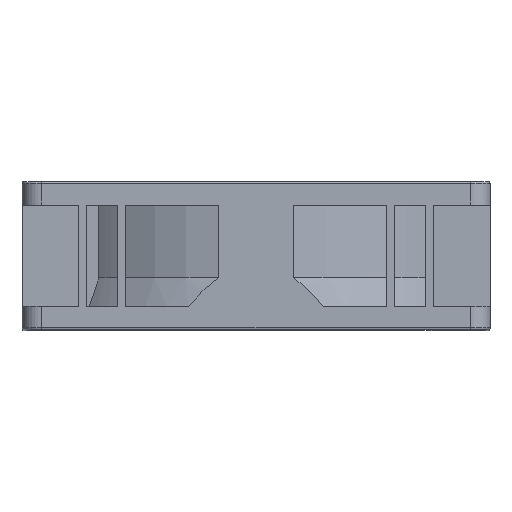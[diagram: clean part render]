
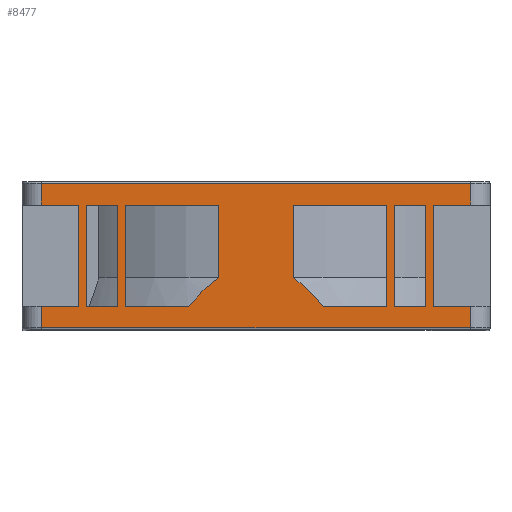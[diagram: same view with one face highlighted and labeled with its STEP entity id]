
A CAD part, top view. The second image highlights one B-rep face of the part: STEP entity #8477.
In plain terms, the highlighted planar face has unit normal (0, 0, 1).
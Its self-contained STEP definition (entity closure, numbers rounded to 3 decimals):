
#2663=DIRECTION('',(1.,0.,0.));
#2664=VECTOR('',#2663,16.164);
#2665=CARTESIAN_POINT('',(17.336,6.,60.));
#2666=LINE('',#2665,#2664);
#2667=DIRECTION('',(0.,-1.,0.));
#2668=VECTOR('',#2667,26.);
#2669=CARTESIAN_POINT('',(33.5,32.,60.));
#2670=LINE('',#2669,#2668);
#2671=DIRECTION('',(1.,0.,0.));
#2672=VECTOR('',#2671,23.92);
#2673=CARTESIAN_POINT('',(9.58,32.,60.));
#2674=LINE('',#2673,#2672);
#2675=DIRECTION('',(0.,1.,0.));
#2676=VECTOR('',#2675,18.658);
#2677=CARTESIAN_POINT('',(9.58,13.342,60.));
#2678=LINE('',#2677,#2676);
#2679=CARTESIAN_POINT('',(9.58,13.342,60.));
#2680=CARTESIAN_POINT('',(10.427,12.763,60.));
#2681=CARTESIAN_POINT('',(12.133,11.448,60.));
#2682=CARTESIAN_POINT('',(14.723,8.996,60.));
#2683=CARTESIAN_POINT('',(16.462,7.051,60.));
#2684=CARTESIAN_POINT('',(17.336,6.,60.));
#2686=DIRECTION('',(1.,0.,0.));
#2687=VECTOR('',#2686,8.);
#2688=CARTESIAN_POINT('',(35.5,32.,60.));
#2689=LINE('',#2688,#2687);
#2690=DIRECTION('',(0.,1.,0.));
#2691=VECTOR('',#2690,26.);
#2692=CARTESIAN_POINT('',(35.5,6.,60.));
#2693=LINE('',#2692,#2691);
#2694=DIRECTION('',(1.,0.,0.));
#2695=VECTOR('',#2694,8.);
#2696=CARTESIAN_POINT('',(35.5,6.,60.));
#2697=LINE('',#2696,#2695);
#2698=DIRECTION('',(0.,-1.,0.));
#2699=VECTOR('',#2698,26.);
#2700=CARTESIAN_POINT('',(43.5,32.,60.));
#2701=LINE('',#2700,#2699);
#2702=DIRECTION('',(1.,0.,0.));
#2703=VECTOR('',#2702,23.92);
#2704=CARTESIAN_POINT('',(-33.5,32.,60.));
#2705=LINE('',#2704,#2703);
#2706=DIRECTION('',(0.,1.,0.));
#2707=VECTOR('',#2706,26.);
#2708=CARTESIAN_POINT('',(-33.5,6.,60.));
#2709=LINE('',#2708,#2707);
#2710=DIRECTION('',(1.,0.,0.));
#2711=VECTOR('',#2710,16.164);
#2712=CARTESIAN_POINT('',(-33.5,6.,60.));
#2713=LINE('',#2712,#2711);
#2714=CARTESIAN_POINT('',(-17.336,6.,60.));
#2715=CARTESIAN_POINT('',(-16.462,7.051,60.));
#2716=CARTESIAN_POINT('',(-14.723,8.996,60.));
#2717=CARTESIAN_POINT('',(-12.133,11.448,60.));
#2718=CARTESIAN_POINT('',(-10.427,12.763,60.));
#2719=CARTESIAN_POINT('',(-9.58,13.342,60.));
#2721=DIRECTION('',(0.,1.,0.));
#2722=VECTOR('',#2721,18.658);
#2723=CARTESIAN_POINT('',(-9.58,13.342,60.));
#2724=LINE('',#2723,#2722);
#2725=DIRECTION('',(1.,0.,0.));
#2726=VECTOR('',#2725,8.);
#2727=CARTESIAN_POINT('',(-43.5,6.,60.));
#2728=LINE('',#2727,#2726);
#2729=DIRECTION('',(0.,-1.,0.));
#2730=VECTOR('',#2729,26.);
#2731=CARTESIAN_POINT('',(-35.5,32.,60.));
#2732=LINE('',#2731,#2730);
#2733=DIRECTION('',(1.,0.,0.));
#2734=VECTOR('',#2733,8.);
#2735=CARTESIAN_POINT('',(-43.5,32.,60.));
#2736=LINE('',#2735,#2734);
#2737=DIRECTION('',(0.,1.,0.));
#2738=VECTOR('',#2737,26.);
#2739=CARTESIAN_POINT('',(-43.5,6.,60.));
#2740=LINE('',#2739,#2738);
#2741=DIRECTION('',(1.,0.,0.));
#2742=VECTOR('',#2741,9.5);
#2743=CARTESIAN_POINT('',(45.5,32.,60.));
#2744=LINE('',#2743,#2742);
#2745=DIRECTION('',(0.,1.,0.));
#2746=VECTOR('',#2745,26.);
#2747=CARTESIAN_POINT('',(45.5,6.,60.));
#2748=LINE('',#2747,#2746);
#2749=DIRECTION('',(1.,0.,0.));
#2750=VECTOR('',#2749,9.5);
#2751=CARTESIAN_POINT('',(45.5,6.,60.));
#2752=LINE('',#2751,#2750);
#2753=DIRECTION('',(0.,-1.,0.));
#2754=VECTOR('',#2753,5.5);
#2755=CARTESIAN_POINT('',(55.,6.,60.));
#2756=LINE('',#2755,#2754);
#2757=DIRECTION('',(1.,0.,0.));
#2758=VECTOR('',#2757,110.);
#2759=CARTESIAN_POINT('',(-55.,0.5,60.));
#2760=LINE('',#2759,#2758);
#2761=DIRECTION('',(0.,-1.,0.));
#2762=VECTOR('',#2761,5.5);
#2763=CARTESIAN_POINT('',(-55.,6.,60.));
#2764=LINE('',#2763,#2762);
#2765=DIRECTION('',(1.,0.,0.));
#2766=VECTOR('',#2765,9.5);
#2767=CARTESIAN_POINT('',(-55.,6.,60.));
#2768=LINE('',#2767,#2766);
#2769=DIRECTION('',(0.,-1.,0.));
#2770=VECTOR('',#2769,26.);
#2771=CARTESIAN_POINT('',(-45.5,32.,60.));
#2772=LINE('',#2771,#2770);
#2773=DIRECTION('',(1.,0.,0.));
#2774=VECTOR('',#2773,9.5);
#2775=CARTESIAN_POINT('',(-55.,32.,60.));
#2776=LINE('',#2775,#2774);
#2777=DIRECTION('',(0.,-1.,0.));
#2778=VECTOR('',#2777,5.5);
#2779=CARTESIAN_POINT('',(-55.,37.5,60.));
#2780=LINE('',#2779,#2778);
#2781=DIRECTION('',(-1.,0.,0.));
#2782=VECTOR('',#2781,110.);
#2783=CARTESIAN_POINT('',(55.,37.5,60.));
#2784=LINE('',#2783,#2782);
#2785=DIRECTION('',(0.,-1.,0.));
#2786=VECTOR('',#2785,5.5);
#2787=CARTESIAN_POINT('',(55.,37.5,60.));
#2788=LINE('',#2787,#2786);
#4131=VERTEX_POINT('',#2714);
#4132=VERTEX_POINT('',#2719);
#4139=CARTESIAN_POINT('',(-9.58,32.,60.));
#4140=VERTEX_POINT('',#4139);
#4141=CARTESIAN_POINT('',(9.58,13.342,60.));
#4142=CARTESIAN_POINT('',(9.58,32.,60.));
#4143=VERTEX_POINT('',#4141);
#4144=VERTEX_POINT('',#4142);
#4145=VERTEX_POINT('',#2684);
#4167=CARTESIAN_POINT('',(-55.,32.,60.));
#4169=VERTEX_POINT('',#4167);
#4171=CARTESIAN_POINT('',(-55.,6.,60.));
#4173=VERTEX_POINT('',#4171);
#4192=CARTESIAN_POINT('',(55.,32.,60.));
#4194=VERTEX_POINT('',#4192);
#4196=CARTESIAN_POINT('',(55.,6.,60.));
#4198=VERTEX_POINT('',#4196);
#4385=CARTESIAN_POINT('',(55.,0.5,60.));
#4386=VERTEX_POINT('',#4385);
#4389=CARTESIAN_POINT('',(-55.,0.5,60.));
#4390=VERTEX_POINT('',#4389);
#4409=CARTESIAN_POINT('',(-55.,37.5,60.));
#4411=VERTEX_POINT('',#4409);
#4437=CARTESIAN_POINT('',(55.,37.5,60.));
#4438=VERTEX_POINT('',#4437);
#4854=CARTESIAN_POINT('',(-45.5,32.,60.));
#4856=VERTEX_POINT('',#4854);
#4858=CARTESIAN_POINT('',(-43.5,32.,60.));
#4860=VERTEX_POINT('',#4858);
#4861=CARTESIAN_POINT('',(-35.5,32.,60.));
#4862=VERTEX_POINT('',#4861);
#4863=CARTESIAN_POINT('',(-33.5,32.,60.));
#4864=VERTEX_POINT('',#4863);
#4865=CARTESIAN_POINT('',(43.5,32.,60.));
#4866=VERTEX_POINT('',#4865);
#4867=CARTESIAN_POINT('',(33.5,32.,60.));
#4868=VERTEX_POINT('',#4867);
#4869=CARTESIAN_POINT('',(35.5,32.,60.));
#4870=VERTEX_POINT('',#4869);
#4872=CARTESIAN_POINT('',(-45.5,6.,60.));
#4874=VERTEX_POINT('',#4872);
#4876=CARTESIAN_POINT('',(-43.5,6.,60.));
#4878=VERTEX_POINT('',#4876);
#4880=CARTESIAN_POINT('',(-35.5,6.,60.));
#4882=VERTEX_POINT('',#4880);
#4884=CARTESIAN_POINT('',(-33.5,6.,60.));
#4886=VERTEX_POINT('',#4884);
#4888=CARTESIAN_POINT('',(43.5,6.,60.));
#4890=VERTEX_POINT('',#4888);
#4892=CARTESIAN_POINT('',(33.5,6.,60.));
#4894=VERTEX_POINT('',#4892);
#4896=CARTESIAN_POINT('',(35.5,6.,60.));
#4898=VERTEX_POINT('',#4896);
#4900=CARTESIAN_POINT('',(45.5,6.,60.));
#4901=VERTEX_POINT('',#4900);
#4902=CARTESIAN_POINT('',(45.5,32.,60.));
#4903=VERTEX_POINT('',#4902);
#8419=CARTESIAN_POINT('',(-60.,0.,60.));
#8420=DIRECTION('',(0.,0.,1.));
#8421=DIRECTION('',(1.,0.,0.));
#8422=AXIS2_PLACEMENT_3D('',#8419,#8420,#8421);
#8423=PLANE('',#8422);
#8424=ORIENTED_EDGE('',*,*,#7897,.F.);
#8426=ORIENTED_EDGE('',*,*,#8425,.F.);
#8427=ORIENTED_EDGE('',*,*,#5476,.T.);
#8429=ORIENTED_EDGE('',*,*,#8428,.T.);
#8431=ORIENTED_EDGE('',*,*,#8430,.F.);
#8433=ORIENTED_EDGE('',*,*,#8432,.F.);
#8434=ORIENTED_EDGE('',*,*,#5386,.T.);
#8435=ORIENTED_EDGE('',*,*,#8412,.F.);
#8436=ORIENTED_EDGE('',*,*,#7819,.F.);
#8438=ORIENTED_EDGE('',*,*,#8437,.F.);
#8440=ORIENTED_EDGE('',*,*,#8439,.F.);
#8442=ORIENTED_EDGE('',*,*,#8441,.T.);
#8443=EDGE_LOOP('',(#8424,#8426,#8427,#8429,#8431,#8433,#8434,#8435,#8436,#8438,
#8440,#8442));
#8444=FACE_OUTER_BOUND('',#8443,.F.);
#8445=ORIENTED_EDGE('',*,*,#7870,.F.);
#8447=ORIENTED_EDGE('',*,*,#8446,.F.);
#8448=ORIENTED_EDGE('',*,*,#5442,.T.);
#8450=ORIENTED_EDGE('',*,*,#8449,.F.);
#8451=EDGE_LOOP('',(#8445,#8447,#8448,#8450));
#8452=FACE_BOUND('',#8451,.F.);
#8453=ORIENTED_EDGE('',*,*,#7854,.F.);
#8455=ORIENTED_EDGE('',*,*,#8454,.F.);
#8456=ORIENTED_EDGE('',*,*,#5430,.T.);
#8457=ORIENTED_EDGE('',*,*,#7570,.T.);
#8458=ORIENTED_EDGE('',*,*,#7321,.T.);
#8459=EDGE_LOOP('',(#8453,#8455,#8456,#8457,#8458));
#8460=FACE_BOUND('',#8459,.F.);
#8461=ORIENTED_EDGE('',*,*,#5416,.T.);
#8463=ORIENTED_EDGE('',*,*,#8462,.F.);
#8464=ORIENTED_EDGE('',*,*,#7837,.F.);
#8466=ORIENTED_EDGE('',*,*,#8465,.F.);
#8467=EDGE_LOOP('',(#8461,#8463,#8464,#8466));
#8468=FACE_BOUND('',#8467,.F.);
#8469=ORIENTED_EDGE('',*,*,#5458,.T.);
#8471=ORIENTED_EDGE('',*,*,#8470,.F.);
#8472=ORIENTED_EDGE('',*,*,#7883,.F.);
#8473=ORIENTED_EDGE('',*,*,#7353,.F.);
#8474=ORIENTED_EDGE('',*,*,#7598,.T.);
#8475=EDGE_LOOP('',(#8469,#8471,#8472,#8473,#8474));
#8476=FACE_BOUND('',#8475,.F.);
#8477=ADVANCED_FACE('',(#8444,#8452,#8460,#8468,#8476),#8423,.T.);
#2685=B_SPLINE_CURVE_WITH_KNOTS('',3,(#2679,#2680,#2681,#2682,#2683,#2684),
.UNSPECIFIED.,.F.,.F.,(4,1,1,4),(0.,0.333,0.667,1.),
.UNSPECIFIED.);
#2720=B_SPLINE_CURVE_WITH_KNOTS('',3,(#2714,#2715,#2716,#2717,#2718,#2719),
.UNSPECIFIED.,.F.,.F.,(4,1,1,4),(0.,0.333,0.667,1.),
.UNSPECIFIED.);
#5386=EDGE_CURVE('',#4173,#4874,#2768,.T.);
#5416=EDGE_CURVE('',#4878,#4882,#2728,.T.);
#5430=EDGE_CURVE('',#4886,#4131,#2713,.T.);
#5442=EDGE_CURVE('',#4898,#4890,#2697,.T.);
#5458=EDGE_CURVE('',#4145,#4894,#2666,.T.);
#5476=EDGE_CURVE('',#4901,#4198,#2752,.T.);
#7321=EDGE_CURVE('',#4132,#4140,#2724,.T.);
#7353=EDGE_CURVE('',#4143,#4144,#2678,.T.);
#7570=EDGE_CURVE('',#4131,#4132,#2720,.T.);
#7598=EDGE_CURVE('',#4143,#4145,#2685,.T.);
#7819=EDGE_CURVE('',#4169,#4856,#2776,.T.);
#7837=EDGE_CURVE('',#4860,#4862,#2736,.T.);
#7854=EDGE_CURVE('',#4864,#4140,#2705,.T.);
#7870=EDGE_CURVE('',#4870,#4866,#2689,.T.);
#7883=EDGE_CURVE('',#4144,#4868,#2674,.T.);
#7897=EDGE_CURVE('',#4903,#4194,#2744,.T.);
#8412=EDGE_CURVE('',#4856,#4874,#2772,.T.);
#8425=EDGE_CURVE('',#4901,#4903,#2748,.T.);
#8428=EDGE_CURVE('',#4198,#4386,#2756,.T.);
#8430=EDGE_CURVE('',#4390,#4386,#2760,.T.);
#8432=EDGE_CURVE('',#4173,#4390,#2764,.T.);
#8437=EDGE_CURVE('',#4411,#4169,#2780,.T.);
#8439=EDGE_CURVE('',#4438,#4411,#2784,.T.);
#8441=EDGE_CURVE('',#4438,#4194,#2788,.T.);
#8446=EDGE_CURVE('',#4898,#4870,#2693,.T.);
#8449=EDGE_CURVE('',#4866,#4890,#2701,.T.);
#8454=EDGE_CURVE('',#4886,#4864,#2709,.T.);
#8462=EDGE_CURVE('',#4862,#4882,#2732,.T.);
#8465=EDGE_CURVE('',#4878,#4860,#2740,.T.);
#8470=EDGE_CURVE('',#4868,#4894,#2670,.T.);
